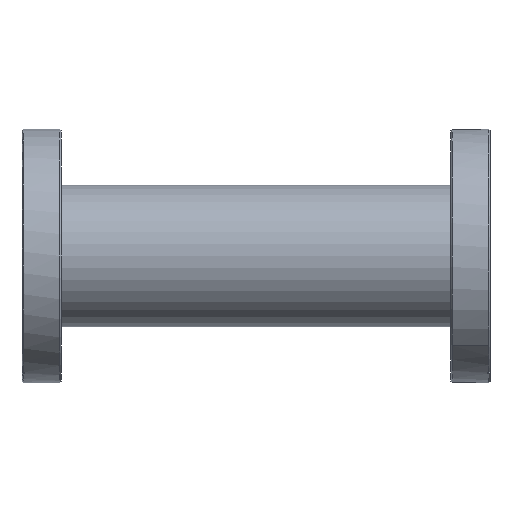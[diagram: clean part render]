
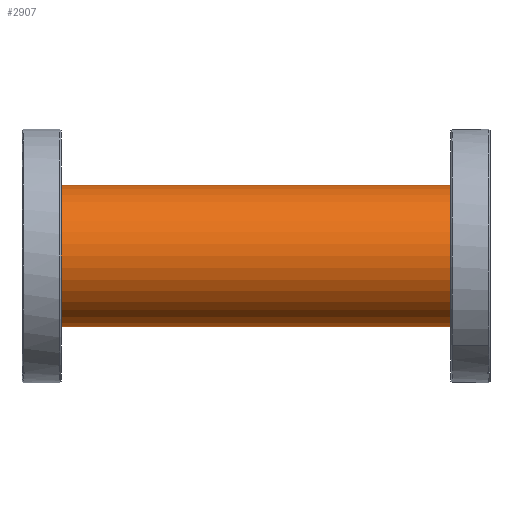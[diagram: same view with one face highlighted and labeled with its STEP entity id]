
A CAD part, left-side view. The second image highlights one B-rep face of the part: STEP entity #2907.
In plain terms, the highlighted cylindrical face has radius 31.75 mm (diameter 63.5 mm), a partial arc.
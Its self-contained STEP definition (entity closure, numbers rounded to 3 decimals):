
#47 = CARTESIAN_POINT ( 'NONE',  ( 0., 190.6, 31.75 ) ) ;
#72 = DIRECTION ( 'NONE',  ( 0., -1., 0. ) ) ;
#245 = CARTESIAN_POINT ( 'NONE',  ( 0., 190.6, 31.75 ) ) ;
#298 = CARTESIAN_POINT ( 'NONE',  ( 0., 0., -31.75 ) ) ;
#382 = EDGE_CURVE ( 'NONE', #3803, #2481, #3232, .T. ) ;
#391 = VERTEX_POINT ( 'NONE', #1567 ) ;
#452 = ORIENTED_EDGE ( 'NONE', *, *, #3718, .T. ) ;
#470 = DIRECTION ( 'NONE',  ( 0., 0., -1. ) ) ;
#956 = VECTOR ( 'NONE', #2632, 1000. ) ;
#1567 = CARTESIAN_POINT ( 'NONE',  ( 0., 190.6, -31.75 ) ) ;
#1691 = CIRCLE ( 'NONE', #5033, 31.75 ) ;
#1962 = ORIENTED_EDGE ( 'NONE', *, *, #382, .T. ) ;
#1982 = DIRECTION ( 'NONE',  ( 0., 0., 1. ) ) ;
#2018 = ORIENTED_EDGE ( 'NONE', *, *, #3122, .F. ) ;
#2093 = CYLINDRICAL_SURFACE ( 'NONE', #2226, 31.75 ) ;
#2221 = FACE_OUTER_BOUND ( 'NONE', #2864, .T. ) ;
#2226 = AXIS2_PLACEMENT_3D ( 'NONE', #3260, #72, #470 ) ;
#2366 = DIRECTION ( 'NONE',  ( 0., 1., 0. ) ) ;
#2377 = CARTESIAN_POINT ( 'NONE',  ( 0., 0., 0. ) ) ;
#2481 = VERTEX_POINT ( 'NONE', #4986 ) ;
#2632 = DIRECTION ( 'NONE',  ( 0., -1., 0. ) ) ;
#2722 = LINE ( 'NONE', #3011, #4719 ) ;
#2864 = EDGE_LOOP ( 'NONE', ( #2018, #4055, #452, #1962 ) ) ;
#2907 = ADVANCED_FACE ( 'NONE', ( #2221 ), #2093, .T. ) ;
#3011 = CARTESIAN_POINT ( 'NONE',  ( 0., 190.6, -31.75 ) ) ;
#3122 = EDGE_CURVE ( 'NONE', #4000, #2481, #5110, .T. ) ;
#3232 = CIRCLE ( 'NONE', #4367, 31.75 ) ;
#3260 = CARTESIAN_POINT ( 'NONE',  ( 0., 190.6, 0. ) ) ;
#3718 = EDGE_CURVE ( 'NONE', #391, #3803, #2722, .T. ) ;
#3803 = VERTEX_POINT ( 'NONE', #298 ) ;
#3818 = DIRECTION ( 'NONE',  ( 0., -1., 0. ) ) ;
#3894 = EDGE_CURVE ( 'NONE', #391, #4000, #1691, .T. ) ;
#4000 = VERTEX_POINT ( 'NONE', #47 ) ;
#4055 = ORIENTED_EDGE ( 'NONE', *, *, #3894, .F. ) ;
#4367 = AXIS2_PLACEMENT_3D ( 'NONE', #2377, #4777, #1982 ) ;
#4719 = VECTOR ( 'NONE', #3818, 1000. ) ;
#4761 = CARTESIAN_POINT ( 'NONE',  ( 0., 190.6, 0. ) ) ;
#4777 = DIRECTION ( 'NONE',  ( 0., 1., 0. ) ) ;
#4986 = CARTESIAN_POINT ( 'NONE',  ( 0., 0., 31.75 ) ) ;
#5033 = AXIS2_PLACEMENT_3D ( 'NONE', #4761, #2366, #5180 ) ;
#5110 = LINE ( 'NONE', #245, #956 ) ;
#5180 = DIRECTION ( 'NONE',  ( 0., 0., 1. ) ) ;
